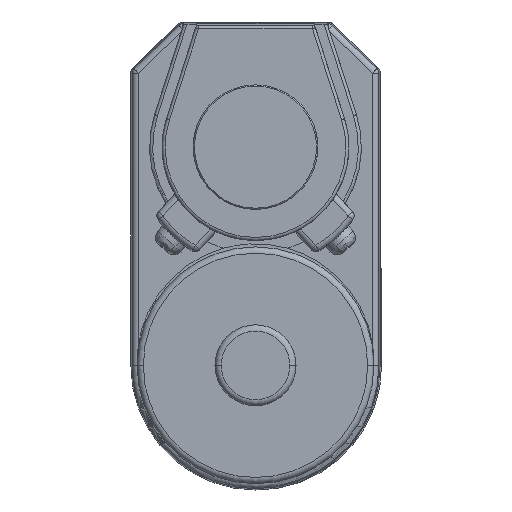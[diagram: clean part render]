
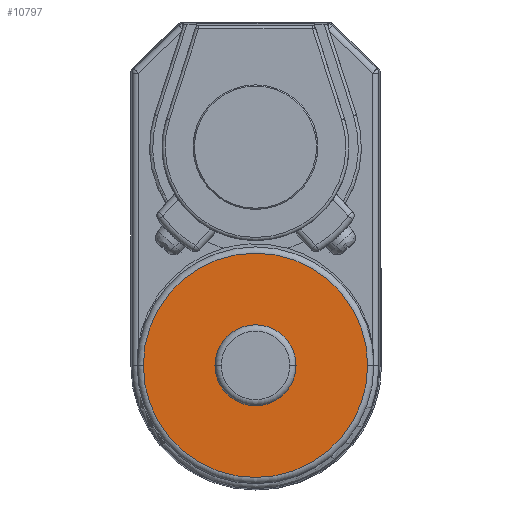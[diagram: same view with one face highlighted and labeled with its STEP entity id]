
A CAD part, left-side view. The second image highlights one B-rep face of the part: STEP entity #10797.
In plain terms, the highlighted face is planar.
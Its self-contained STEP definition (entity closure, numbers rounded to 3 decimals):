
#10643=CARTESIAN_POINT('',(0.,73.,0.));
#10644=DIRECTION('',(0.,1.,0.));
#10645=DIRECTION('',(1.,0.,0.));
#10646=AXIS2_PLACEMENT_3D('',#10643,#10644,#10645);
#10648=CARTESIAN_POINT('',(0.,73.,0.));
#10649=DIRECTION('',(0.,1.,0.));
#10650=DIRECTION('',(-1.,0.,0.));
#10651=AXIS2_PLACEMENT_3D('',#10648,#10649,#10650);
#10653=CARTESIAN_POINT('',(0.,73.,0.));
#10654=DIRECTION('',(0.,1.,0.));
#10655=DIRECTION('',(1.,0.,0.));
#10656=AXIS2_PLACEMENT_3D('',#10653,#10654,#10655);
#10658=CARTESIAN_POINT('',(0.,73.,0.));
#10659=DIRECTION('',(0.,1.,0.));
#10660=DIRECTION('',(-1.,0.,0.));
#10661=AXIS2_PLACEMENT_3D('',#10658,#10659,#10660);
#10719=CARTESIAN_POINT('',(6.5,73.,0.));
#10720=CARTESIAN_POINT('',(-6.5,73.,0.));
#10721=VERTEX_POINT('',#10719);
#10722=VERTEX_POINT('',#10720);
#10723=CARTESIAN_POINT('',(18.,73.,0.));
#10724=CARTESIAN_POINT('',(-18.,73.,0.));
#10725=VERTEX_POINT('',#10723);
#10726=VERTEX_POINT('',#10724);
#10781=CARTESIAN_POINT('',(0.,73.,0.));
#10782=DIRECTION('',(0.,1.,0.));
#10783=DIRECTION('',(1.,0.,0.));
#10784=AXIS2_PLACEMENT_3D('',#10781,#10782,#10783);
#10785=PLANE('',#10784);
#10786=ORIENTED_EDGE('',*,*,#10771,.F.);
#10788=ORIENTED_EDGE('',*,*,#10787,.F.);
#10789=EDGE_LOOP('',(#10786,#10788));
#10790=FACE_OUTER_BOUND('',#10789,.F.);
#10792=ORIENTED_EDGE('',*,*,#10791,.T.);
#10794=ORIENTED_EDGE('',*,*,#10793,.T.);
#10795=EDGE_LOOP('',(#10792,#10794));
#10796=FACE_BOUND('',#10795,.F.);
#10647=CIRCLE('',#10646,6.5);
#10652=CIRCLE('',#10651,6.5);
#10657=CIRCLE('',#10656,18.);
#10662=CIRCLE('',#10661,18.);
#10771=EDGE_CURVE('',#10725,#10726,#10657,.T.);
#10787=EDGE_CURVE('',#10726,#10725,#10662,.T.);
#10791=EDGE_CURVE('',#10721,#10722,#10647,.T.);
#10793=EDGE_CURVE('',#10722,#10721,#10652,.T.);
#10797=ADVANCED_FACE('',(#10790,#10796),#10785,.T.);
